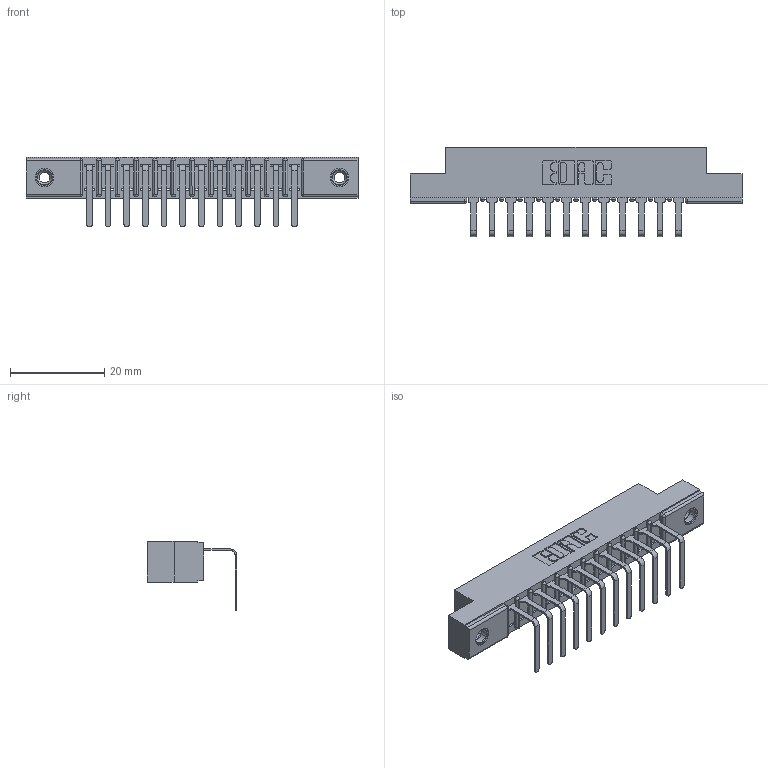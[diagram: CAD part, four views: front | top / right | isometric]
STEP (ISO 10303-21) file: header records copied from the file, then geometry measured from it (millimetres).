
FILE_DESCRIPTION (( 'STEP AP203' ), '1' );
FILE_NAME ('307-012-558-108.STEP', '2019-09-04T12:24:22', ( '' ), ( '' ), 'SwSTEP 2.0', 'SolidWorks 2016', '' );
FILE_SCHEMA (( 'CONFIG_CONTROL_DESIGN' ));
Length unit declared in the file: inch
Products named in the file (4): 307-290-001_558 - 2 (Single); 307 Part_.156 Dia Mounting Holes; 307-012-558-108; 345-250-001_345-250-003-102
Assembly tree (15 placements, depth 2):
  307-012-558-108
    307 Part_.156 Dia Mounting Holes
    307-290-001_558 - 2 (Single)  x12
    345-250-001_345-250-003-102  x2
Bounding box: 70.56 x 18.96 x 14.81 mm (x, y, z)
Volume: 4527.8 mm3; surface area: 6998.6 mm2
Topology: 15 solids, 15 shells, 911 faces, 2547 edges, 1638 vertices
Faces by surface type: plane 570, cylinder 299, sphere 26, cone 12, torus 4
Entity records: 15275 total; most frequent: CARTESIAN_POINT 2543, ORIENTED_EDGE 2522, DIRECTION 2501, EDGE_CURVE 1261, LINE 953, VECTOR 953, VERTEX_POINT 816, AXIS2_PLACEMENT_3D 774
